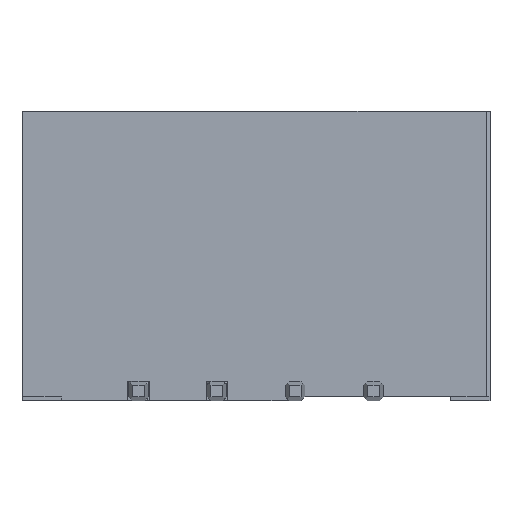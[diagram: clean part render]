
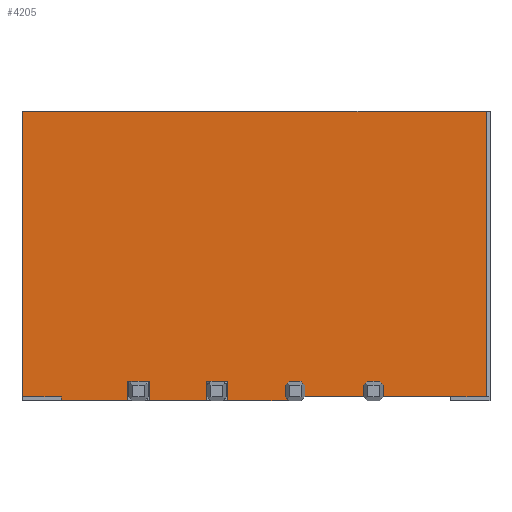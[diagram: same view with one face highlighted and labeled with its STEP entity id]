
A CAD part, front view. The second image highlights one B-rep face of the part: STEP entity #4205.
In plain terms, the highlighted planar face has unit normal (0, -1, 0).
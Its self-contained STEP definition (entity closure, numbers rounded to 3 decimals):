
#119=FACE_OUTER_BOUND('',#363,.T.);
#363=EDGE_LOOP('',(#2857,#2858,#2859,#2860,#2861,#2862,#2863,#2864,#2865,
#2866,#2867,#2868,#2869,#2870,#2871,#2872));
#609=LINE('',#5938,#1189);
#616=LINE('',#5953,#1196);
#619=LINE('',#5957,#1199);
#653=LINE('',#6024,#1233);
#667=LINE('',#6052,#1247);
#668=LINE('',#6054,#1248);
#669=LINE('',#6056,#1249);
#670=LINE('',#6058,#1250);
#671=LINE('',#6060,#1251);
#672=LINE('',#6062,#1252);
#673=LINE('',#6064,#1253);
#674=LINE('',#6066,#1254);
#675=LINE('',#6068,#1255);
#676=LINE('',#6070,#1256);
#677=LINE('',#6072,#1257);
#678=LINE('',#6073,#1258);
#1189=VECTOR('',#4784,10.);
#1196=VECTOR('',#4797,10.);
#1199=VECTOR('',#4802,10.);
#1233=VECTOR('',#4862,10.);
#1247=VECTOR('',#4878,10.);
#1248=VECTOR('',#4879,10.);
#1249=VECTOR('',#4880,10.);
#1250=VECTOR('',#4881,10.);
#1251=VECTOR('',#4882,10.);
#1252=VECTOR('',#4883,10.);
#1253=VECTOR('',#4884,10.);
#1254=VECTOR('',#4885,10.);
#1255=VECTOR('',#4886,10.);
#1256=VECTOR('',#4887,10.);
#1257=VECTOR('',#4888,10.);
#1258=VECTOR('',#4889,10.);
#1759=VERTEX_POINT('',#5927);
#1762=VERTEX_POINT('',#5934);
#1766=VERTEX_POINT('',#5946);
#1768=VERTEX_POINT('',#5951);
#1788=VERTEX_POINT('',#6023);
#1801=VERTEX_POINT('',#6051);
#1802=VERTEX_POINT('',#6053);
#1803=VERTEX_POINT('',#6055);
#1804=VERTEX_POINT('',#6057);
#1805=VERTEX_POINT('',#6059);
#1806=VERTEX_POINT('',#6061);
#1807=VERTEX_POINT('',#6063);
#1808=VERTEX_POINT('',#6065);
#1809=VERTEX_POINT('',#6067);
#1810=VERTEX_POINT('',#6069);
#1811=VERTEX_POINT('',#6071);
#2151=EDGE_CURVE('',#1759,#1762,#609,.T.);
#2158=EDGE_CURVE('',#1768,#1766,#616,.T.);
#2161=EDGE_CURVE('',#1766,#1759,#619,.T.);
#2195=EDGE_CURVE('',#1788,#1762,#653,.T.);
#2209=EDGE_CURVE('',#1768,#1801,#667,.T.);
#2210=EDGE_CURVE('',#1801,#1802,#668,.T.);
#2211=EDGE_CURVE('',#1802,#1803,#669,.T.);
#2212=EDGE_CURVE('',#1803,#1804,#670,.T.);
#2213=EDGE_CURVE('',#1804,#1805,#671,.T.);
#2214=EDGE_CURVE('',#1805,#1806,#672,.T.);
#2215=EDGE_CURVE('',#1806,#1807,#673,.T.);
#2216=EDGE_CURVE('',#1807,#1808,#674,.T.);
#2217=EDGE_CURVE('',#1808,#1809,#675,.T.);
#2218=EDGE_CURVE('',#1809,#1810,#676,.T.);
#2219=EDGE_CURVE('',#1810,#1811,#677,.T.);
#2220=EDGE_CURVE('',#1811,#1788,#678,.T.);
#2857=ORIENTED_EDGE('',*,*,#2151,.F.);
#2858=ORIENTED_EDGE('',*,*,#2161,.F.);
#2859=ORIENTED_EDGE('',*,*,#2158,.F.);
#2860=ORIENTED_EDGE('',*,*,#2209,.T.);
#2861=ORIENTED_EDGE('',*,*,#2210,.T.);
#2862=ORIENTED_EDGE('',*,*,#2211,.T.);
#2863=ORIENTED_EDGE('',*,*,#2212,.T.);
#2864=ORIENTED_EDGE('',*,*,#2213,.T.);
#2865=ORIENTED_EDGE('',*,*,#2214,.T.);
#2866=ORIENTED_EDGE('',*,*,#2215,.T.);
#2867=ORIENTED_EDGE('',*,*,#2216,.T.);
#2868=ORIENTED_EDGE('',*,*,#2217,.T.);
#2869=ORIENTED_EDGE('',*,*,#2218,.T.);
#2870=ORIENTED_EDGE('',*,*,#2219,.T.);
#2871=ORIENTED_EDGE('',*,*,#2220,.T.);
#2872=ORIENTED_EDGE('',*,*,#2195,.T.);
#3985=PLANE('',#4481);
#4205=ADVANCED_FACE('',(#119),#3985,.T.);
#4481=AXIS2_PLACEMENT_3D('',#6050,#4876,#4877);
#4784=DIRECTION('',(0.,0.,-1.));
#4797=DIRECTION('',(0.,0.,1.));
#4802=DIRECTION('',(1.,0.,0.));
#4862=DIRECTION('',(1.,0.,0.));
#4876=DIRECTION('center_axis',(0.,-1.,0.));
#4877=DIRECTION('ref_axis',(1.,0.,0.));
#4878=DIRECTION('',(1.,0.,0.));
#4879=DIRECTION('',(0.,0.,-1.));
#4880=DIRECTION('',(1.,0.,0.));
#4881=DIRECTION('',(0.,0.,1.));
#4882=DIRECTION('',(1.,0.,0.));
#4883=DIRECTION('',(0.,0.,-1.));
#4884=DIRECTION('',(1.,0.,0.));
#4885=DIRECTION('',(0.,0.,1.));
#4886=DIRECTION('',(1.,0.,0.));
#4887=DIRECTION('',(0.,0.,-1.));
#4888=DIRECTION('',(1.,0.,0.));
#4889=DIRECTION('',(0.,0.,1.));
#5927=CARTESIAN_POINT('',(11.85,0.,7.38));
#5934=CARTESIAN_POINT('',(11.85,0.,0.1));
#5938=CARTESIAN_POINT('',(11.85,0.,0.));
#5946=CARTESIAN_POINT('',(0.02,0.,7.38));
#5951=CARTESIAN_POINT('',(0.02,0.,0.1));
#5953=CARTESIAN_POINT('',(0.02,0.,0.));
#5957=CARTESIAN_POINT('',(2.988,0.,7.38));
#6023=CARTESIAN_POINT('',(6.952,0.,0.1));
#6024=CARTESIAN_POINT('',(2.988,0.,0.1));
#6050=CARTESIAN_POINT('Origin',(0.,0.,0.));
#6051=CARTESIAN_POINT('',(1.,0.,0.1));
#6052=CARTESIAN_POINT('',(0.25,0.,0.1));
#6053=CARTESIAN_POINT('',(1.,0.,0.));
#6054=CARTESIAN_POINT('',(1.,0.,0.));
#6055=CARTESIAN_POINT('',(2.706,0.,0.));
#6056=CARTESIAN_POINT('',(0.,0.,0.));
#6057=CARTESIAN_POINT('',(2.706,0.,0.5));
#6058=CARTESIAN_POINT('',(2.706,0.,0.));
#6059=CARTESIAN_POINT('',(3.247,0.,0.5));
#6060=CARTESIAN_POINT('',(1.488,0.,0.5));
#6061=CARTESIAN_POINT('',(3.247,0.,0.));
#6062=CARTESIAN_POINT('',(3.247,0.,0.));
#6063=CARTESIAN_POINT('',(4.706,0.,0.));
#6064=CARTESIAN_POINT('',(0.,0.,0.));
#6065=CARTESIAN_POINT('',(4.706,0.,0.5));
#6066=CARTESIAN_POINT('',(4.706,0.,0.));
#6067=CARTESIAN_POINT('',(5.247,0.,0.5));
#6068=CARTESIAN_POINT('',(2.488,0.,0.5));
#6069=CARTESIAN_POINT('',(5.247,0.,0.));
#6070=CARTESIAN_POINT('',(5.247,0.,0.));
#6071=CARTESIAN_POINT('',(6.952,0.,0.));
#6072=CARTESIAN_POINT('',(0.,0.,0.));
#6073=CARTESIAN_POINT('',(6.952,0.,0.));
